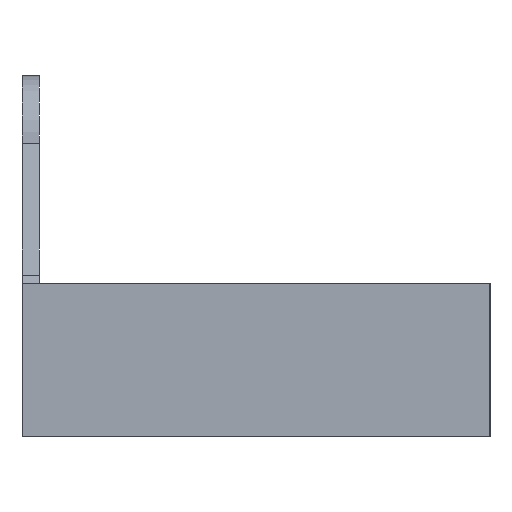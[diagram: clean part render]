
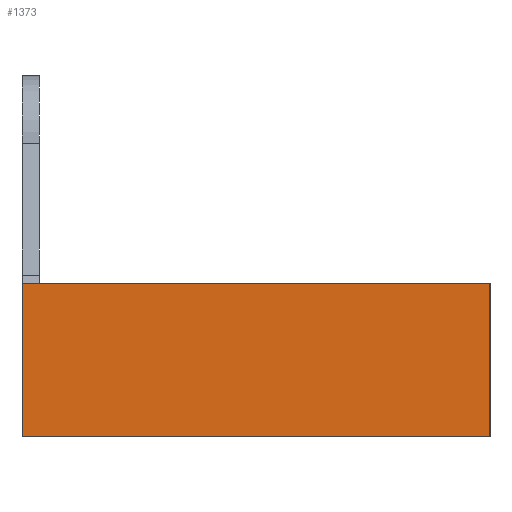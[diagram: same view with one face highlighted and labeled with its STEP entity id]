
A CAD part, left-side view. The second image highlights one B-rep face of the part: STEP entity #1373.
In plain terms, the highlighted planar face has unit normal (-1, 0, 0).
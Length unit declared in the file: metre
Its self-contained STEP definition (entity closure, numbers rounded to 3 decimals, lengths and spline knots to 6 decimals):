
#240=ORIENTED_EDGE('',*,*,#604,.F.);
#241=ORIENTED_EDGE('',*,*,#502,.F.);
#242=ORIENTED_EDGE('',*,*,#463,.T.);
#243=ORIENTED_EDGE('',*,*,#519,.T.);
#463=EDGE_CURVE('',#657,#666,#798,.T.);
#502=EDGE_CURVE('',#657,#702,#837,.T.);
#519=EDGE_CURVE('',#666,#715,#853,.T.);
#604=EDGE_CURVE('',#702,#715,#929,.T.);
#657=VERTEX_POINT('',#1885);
#666=VERTEX_POINT('',#1902);
#702=VERTEX_POINT('',#1987);
#715=VERTEX_POINT('',#2017);
#798=LINE('',#1903,#986);
#837=LINE('',#1986,#1025);
#853=LINE('',#2018,#1041);
#929=LINE('',#2165,#1117);
#986=VECTOR('',#1541,1.);
#1025=VECTOR('',#1598,1.);
#1041=VECTOR('',#1618,1.);
#1117=VECTOR('',#1722,1.);
#1181=EDGE_LOOP('',(#240,#241,#242,#243));
#1251=FACE_BOUND('',#1181,.T.);
#1317=PLANE('',#1464);
#1373=ADVANCED_FACE('',(#1251),#1317,.T.);
#1464=AXIS2_PLACEMENT_3D('',#2175,#1731,#1732);
#1541=DIRECTION('',(0.,1.,0.));
#1598=DIRECTION('',(0.,0.,-1.));
#1618=DIRECTION('',(0.,0.,-1.));
#1722=DIRECTION('',(0.,1.,0.));
#1731=DIRECTION('',(-1.,0.,0.));
#1732=DIRECTION('',(0.,0.,1.));
#1885=CARTESIAN_POINT('',(-0.0785,-0.0275,0.018));
#1902=CARTESIAN_POINT('',(-0.0785,0.0275,0.018));
#1903=CARTESIAN_POINT('',(-0.0785,0.,0.018));
#1986=CARTESIAN_POINT('',(-0.0785,-0.0275,0.018));
#1987=CARTESIAN_POINT('',(-0.0785,-0.0275,0.));
#2017=CARTESIAN_POINT('',(-0.0785,0.0275,0.));
#2018=CARTESIAN_POINT('',(-0.0785,0.0275,0.018));
#2165=CARTESIAN_POINT('',(-0.0785,0.,0.));
#2175=CARTESIAN_POINT('',(-0.0785,0.,0.018));
